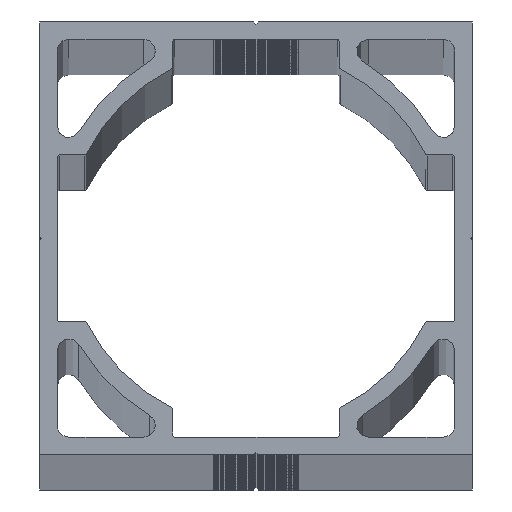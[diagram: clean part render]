
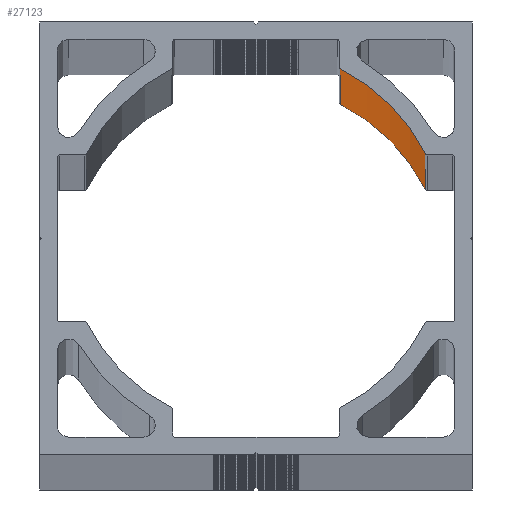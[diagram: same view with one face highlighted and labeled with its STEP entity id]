
A CAD part, top view. The second image highlights one B-rep face of the part: STEP entity #27123.
In plain terms, the highlighted cylindrical face has radius 11.113 mm (diameter 22.225 mm), a partial arc.
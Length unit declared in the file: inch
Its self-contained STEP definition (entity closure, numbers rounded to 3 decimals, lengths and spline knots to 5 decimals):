
#1439 = CARTESIAN_POINT ( 'NONE',  ( 0.39151, 0.19527, -46.5 ) ) ;
#3497 = CYLINDRICAL_SURFACE ( 'NONE', #4698, 0.4375 ) ;
#4698 = AXIS2_PLACEMENT_3D ( 'NONE', #38996, #47791, #48086 ) ;
#5483 = CARTESIAN_POINT ( 'NONE',  ( 0.19527, 0.39151, -46.5 ) ) ;
#5719 = ORIENTED_EDGE ( 'NONE', *, *, #20653, .T. ) ;
#12669 = CARTESIAN_POINT ( 'NONE',  ( 0.39151, 0.19527, -46.5 ) ) ;
#12725 = CIRCLE ( 'NONE', #53000, 0.4375 ) ;
#14050 = CARTESIAN_POINT ( 'NONE',  ( 0.19527, 0.39151, -46.5 ) ) ;
#15042 = VERTEX_POINT ( 'NONE', #5483 ) ;
#17313 = CARTESIAN_POINT ( 'NONE',  ( 0.39151, 0.19527, 0.5 ) ) ;
#19466 = EDGE_CURVE ( 'NONE', #26722, #32838, #31965, .T. ) ;
#19976 = DIRECTION ( 'NONE',  ( 1., 0., 0. ) ) ;
#20653 = EDGE_CURVE ( 'NONE', #32838, #39146, #12725, .T. ) ;
#21055 = EDGE_CURVE ( 'NONE', #26722, #15042, #54908, .T. ) ;
#21142 = ORIENTED_EDGE ( 'NONE', *, *, #21888, .T. ) ;
#21888 = EDGE_CURVE ( 'NONE', #39146, #15042, #41037, .T. ) ;
#24994 = VECTOR ( 'NONE', #37216, 39.37008 ) ;
#26722 = VERTEX_POINT ( 'NONE', #12669 ) ;
#27123 = ADVANCED_FACE ( 'NONE', ( #51896 ), #3497, .F. ) ;
#28938 = DIRECTION ( 'NONE',  ( 1., 0., 0. ) ) ;
#29222 = CARTESIAN_POINT ( 'NONE',  ( 0., 0., -46.5 ) ) ;
#31965 = LINE ( 'NONE', #1439, #24994 ) ;
#32537 = DIRECTION ( 'NONE',  ( 0., 0., -1. ) ) ;
#32838 = VERTEX_POINT ( 'NONE', #17313 ) ;
#34310 = AXIS2_PLACEMENT_3D ( 'NONE', #29222, #42712, #28938 ) ;
#37216 = DIRECTION ( 'NONE',  ( 0., 0., 1. ) ) ;
#38154 = DIRECTION ( 'NONE',  ( 0., 0., 1. ) ) ;
#38996 = CARTESIAN_POINT ( 'NONE',  ( 0., 0., -46.5 ) ) ;
#39146 = VERTEX_POINT ( 'NONE', #45553 ) ;
#40939 = VECTOR ( 'NONE', #32537, 39.37008 ) ;
#41037 = LINE ( 'NONE', #14050, #40939 ) ;
#42712 = DIRECTION ( 'NONE',  ( 0., 0., 1. ) ) ;
#43530 = EDGE_LOOP ( 'NONE', ( #5719, #21142, #54955, #46682 ) ) ;
#45553 = CARTESIAN_POINT ( 'NONE',  ( 0.19527, 0.39151, 0.5 ) ) ;
#46401 = CARTESIAN_POINT ( 'NONE',  ( 0., 0., 0.5 ) ) ;
#46682 = ORIENTED_EDGE ( 'NONE', *, *, #19466, .T. ) ;
#47791 = DIRECTION ( 'NONE',  ( 0., 0., 1. ) ) ;
#48086 = DIRECTION ( 'NONE',  ( 1., 0., 0. ) ) ;
#51896 = FACE_OUTER_BOUND ( 'NONE', #43530, .T. ) ;
#53000 = AXIS2_PLACEMENT_3D ( 'NONE', #46401, #38154, #19976 ) ;
#54908 = CIRCLE ( 'NONE', #34310, 0.4375 ) ;
#54955 = ORIENTED_EDGE ( 'NONE', *, *, #21055, .F. ) ;
